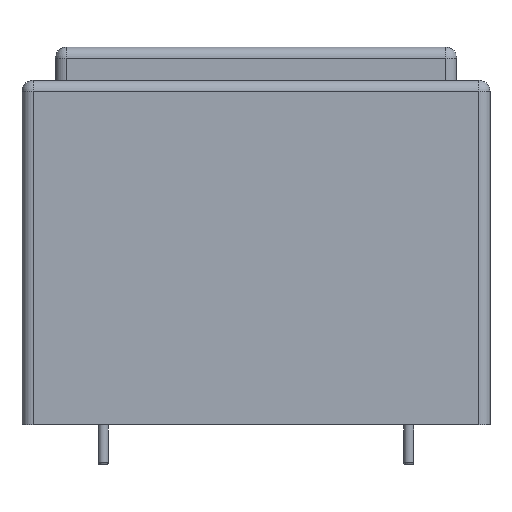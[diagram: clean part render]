
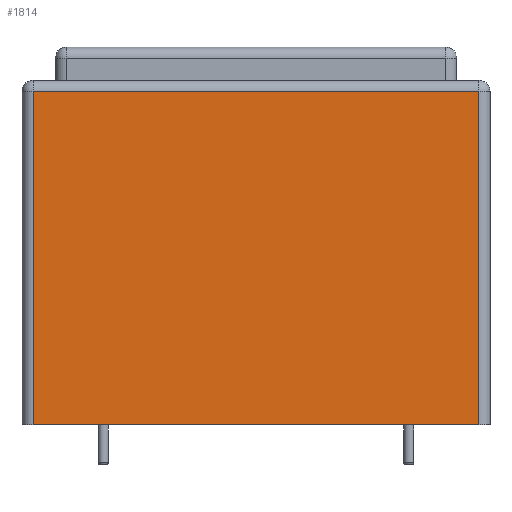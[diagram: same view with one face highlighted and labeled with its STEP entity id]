
A CAD part, front view. The second image highlights one B-rep face of the part: STEP entity #1814.
In plain terms, the highlighted planar face has unit normal (0, -1, 0).
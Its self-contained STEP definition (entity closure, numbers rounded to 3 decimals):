
#1560 = VERTEX_POINT('',#1561);
#1561 = CARTESIAN_POINT('',(33.8,-12.45,30.1));
#1570 = VERTEX_POINT('',#1571);
#1571 = CARTESIAN_POINT('',(-6.3,-12.45,30.1));
#1578 = EDGE_CURVE('',#1560,#1570,#1579,.T.);
#1579 = LINE('',#1580,#1581);
#1580 = CARTESIAN_POINT('',(33.8,-12.45,30.1));
#1581 = VECTOR('',#1582,1.);
#1582 = DIRECTION('',(-1.,0.,0.));
#1814 = ADVANCED_FACE('',(#1815),#1840,.T.);
#1815 = FACE_BOUND('',#1816,.T.);
#1816 = EDGE_LOOP('',(#1817,#1825,#1826,#1834));
#1817 = ORIENTED_EDGE('',*,*,#1818,.T.);
#1818 = EDGE_CURVE('',#1819,#1560,#1821,.T.);
#1819 = VERTEX_POINT('',#1820);
#1820 = CARTESIAN_POINT('',(33.8,-12.45,0.1));
#1821 = LINE('',#1822,#1823);
#1822 = CARTESIAN_POINT('',(33.8,-12.45,0.1));
#1823 = VECTOR('',#1824,1.);
#1824 = DIRECTION('',(0.,0.,1.));
#1825 = ORIENTED_EDGE('',*,*,#1578,.T.);
#1826 = ORIENTED_EDGE('',*,*,#1827,.F.);
#1827 = EDGE_CURVE('',#1828,#1570,#1830,.T.);
#1828 = VERTEX_POINT('',#1829);
#1829 = CARTESIAN_POINT('',(-6.3,-12.45,0.1));
#1830 = LINE('',#1831,#1832);
#1831 = CARTESIAN_POINT('',(-6.3,-12.45,0.1));
#1832 = VECTOR('',#1833,1.);
#1833 = DIRECTION('',(0.,0.,1.));
#1834 = ORIENTED_EDGE('',*,*,#1835,.F.);
#1835 = EDGE_CURVE('',#1819,#1828,#1836,.T.);
#1836 = LINE('',#1837,#1838);
#1837 = CARTESIAN_POINT('',(34.8,-12.45,0.1));
#1838 = VECTOR('',#1839,1.);
#1839 = DIRECTION('',(-1.,0.,0.));
#1840 = PLANE('',#1841);
#1841 = AXIS2_PLACEMENT_3D('',#1842,#1843,#1844);
#1842 = CARTESIAN_POINT('',(34.8,-12.45,0.1));
#1843 = DIRECTION('',(0.,-1.,0.));
#1844 = DIRECTION('',(-1.,0.,0.));
